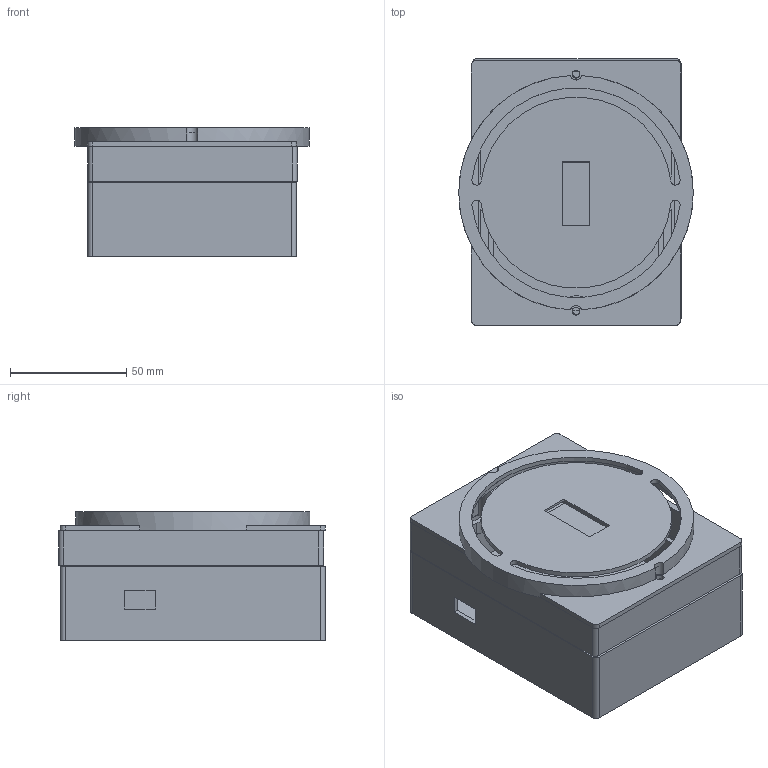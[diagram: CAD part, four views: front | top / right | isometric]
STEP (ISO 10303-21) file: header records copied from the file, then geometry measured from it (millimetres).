
FILE_DESCRIPTION(/* description */ (''),/* implementation_level */ '2;1');
FILE_NAME(/* name */ 'Enclosure v8.step',/* time_stamp */ '2023-12-31T15:43:48-08:00',/* author */ (''),/* organization */ (''),/* preprocessor_version */ 'ST-DEVELOPER v20',/* originating_system */ 'Autodesk Translation Framework v12.14.0.127',/* authorisation */ '');
FILE_SCHEMA (('AUTOMOTIVE_DESIGN { 1 0 10303 214 3 1 1 }'));
Length unit declared in the file: millimetre
Products named in the file (6): Enclosure; Component1; Component2; Component3; lcd screen ; Component5
Assembly tree (5 placements, depth 2):
  Enclosure
    Component1
    Component2
    Component3
    lcd screen 
    Component5
Bounding box: 101 x 114.7 x 55.45 mm (x, y, z)
Volume: 143097.9 mm3; surface area: 101526.1 mm2
Topology: 5 solids, 5 shells, 186 faces, 495 edges, 321 vertices
Faces by surface type: plane 119, cylinder 63, sphere 4
Full cylindrical faces by diameter (mm): 3.4 x2, 3.9 x2, 4.496 x4, 97 x1
Entity records: 6054 total; most frequent: CARTESIAN_POINT 1053, DIRECTION 1023, ORIENTED_EDGE 996, EDGE_CURVE 498, LINE 357, VECTOR 357, AXIS2_PLACEMENT_3D 333, VERTEX_POINT 321
